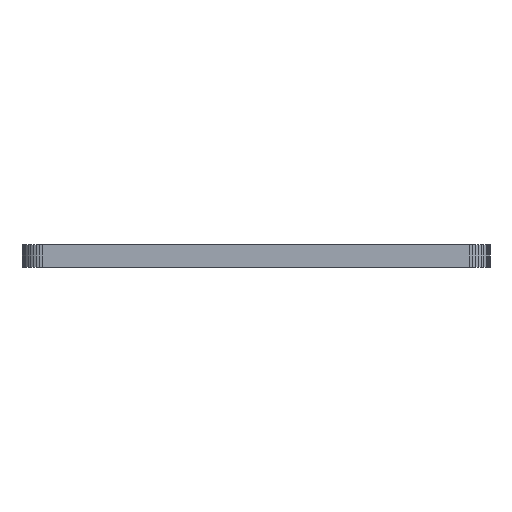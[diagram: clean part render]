
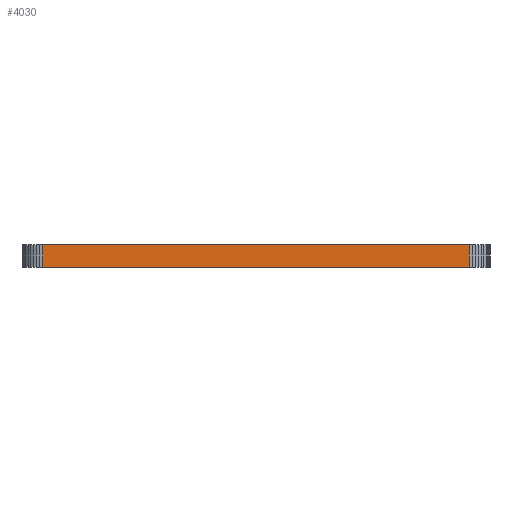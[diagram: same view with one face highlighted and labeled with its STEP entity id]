
A CAD part, left-side view. The second image highlights one B-rep face of the part: STEP entity #4030.
In plain terms, the highlighted planar face has unit normal (-1, 0, 0).
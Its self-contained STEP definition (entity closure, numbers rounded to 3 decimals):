
#90 = PLANE('',#91);
#91 = AXIS2_PLACEMENT_3D('',#92,#93,#94);
#92 = CARTESIAN_POINT('',(18.,8.5,1.6));
#93 = DIRECTION('',(-0.,-0.,-1.));
#94 = DIRECTION('',(-1.,0.,0.));
#144 = PLANE('',#145);
#145 = AXIS2_PLACEMENT_3D('',#146,#147,#148);
#146 = CARTESIAN_POINT('',(18.,8.5,0.));
#147 = DIRECTION('',(-0.,-0.,-1.));
#148 = DIRECTION('',(-1.,0.,0.));
#1093 = VERTEX_POINT('',#1094);
#1094 = CARTESIAN_POINT('',(-9.,-7.,0.));
#1108 = PLANE('',#1109);
#1109 = AXIS2_PLACEMENT_3D('',#1110,#1111,#1112);
#1110 = CARTESIAN_POINT('',(-8.982,-7.235,0.));
#1111 = DIRECTION('',(-0.997,-0.078,0.));
#1112 = DIRECTION('',(-0.078,0.997,0.));
#1120 = EDGE_CURVE('',#1093,#1121,#1123,.T.);
#1121 = VERTEX_POINT('',#1122);
#1122 = CARTESIAN_POINT('',(-9.,24.,0.));
#1123 = SURFACE_CURVE('',#1124,(#1128,#1135),.PCURVE_S1.);
#1124 = LINE('',#1125,#1126);
#1125 = CARTESIAN_POINT('',(-9.,-7.,0.));
#1126 = VECTOR('',#1127,1.);
#1127 = DIRECTION('',(0.,1.,0.));
#1128 = PCURVE('',#144,#1129);
#1129 = DEFINITIONAL_REPRESENTATION('',(#1130),#1134);
#1130 = LINE('',#1131,#1132);
#1131 = CARTESIAN_POINT('',(27.,-15.5));
#1132 = VECTOR('',#1133,1.);
#1133 = DIRECTION('',(0.,1.));
#1134 = ( GEOMETRIC_REPRESENTATION_CONTEXT(2) 
PARAMETRIC_REPRESENTATION_CONTEXT() REPRESENTATION_CONTEXT('2D SPACE',''
  ) );
#1135 = PCURVE('',#1136,#1141);
#1136 = PLANE('',#1137);
#1137 = AXIS2_PLACEMENT_3D('',#1138,#1139,#1140);
#1138 = CARTESIAN_POINT('',(-9.,-7.,0.));
#1139 = DIRECTION('',(-1.,0.,0.));
#1140 = DIRECTION('',(0.,1.,0.));
#1141 = DEFINITIONAL_REPRESENTATION('',(#1142),#1146);
#1142 = LINE('',#1143,#1144);
#1143 = CARTESIAN_POINT('',(0.,0.));
#1144 = VECTOR('',#1145,1.);
#1145 = DIRECTION('',(1.,0.));
#1146 = ( GEOMETRIC_REPRESENTATION_CONTEXT(2) 
PARAMETRIC_REPRESENTATION_CONTEXT() REPRESENTATION_CONTEXT('2D SPACE',''
  ) );
#1164 = PLANE('',#1165);
#1165 = AXIS2_PLACEMENT_3D('',#1166,#1167,#1168);
#1166 = CARTESIAN_POINT('',(-9.,24.,0.));
#1167 = DIRECTION('',(-0.997,0.078,0.));
#1168 = DIRECTION('',(0.078,0.997,0.));
#2660 = VERTEX_POINT('',#2661);
#2661 = CARTESIAN_POINT('',(-9.,-7.,1.6));
#2682 = EDGE_CURVE('',#2660,#2683,#2685,.T.);
#2683 = VERTEX_POINT('',#2684);
#2684 = CARTESIAN_POINT('',(-9.,24.,1.6));
#2685 = SURFACE_CURVE('',#2686,(#2690,#2697),.PCURVE_S1.);
#2686 = LINE('',#2687,#2688);
#2687 = CARTESIAN_POINT('',(-9.,-7.,1.6));
#2688 = VECTOR('',#2689,1.);
#2689 = DIRECTION('',(0.,1.,0.));
#2690 = PCURVE('',#90,#2691);
#2691 = DEFINITIONAL_REPRESENTATION('',(#2692),#2696);
#2692 = LINE('',#2693,#2694);
#2693 = CARTESIAN_POINT('',(27.,-15.5));
#2694 = VECTOR('',#2695,1.);
#2695 = DIRECTION('',(0.,1.));
#2696 = ( GEOMETRIC_REPRESENTATION_CONTEXT(2) 
PARAMETRIC_REPRESENTATION_CONTEXT() REPRESENTATION_CONTEXT('2D SPACE',''
  ) );
#2697 = PCURVE('',#1136,#2698);
#2698 = DEFINITIONAL_REPRESENTATION('',(#2699),#2703);
#2699 = LINE('',#2700,#2701);
#2700 = CARTESIAN_POINT('',(0.,-1.6));
#2701 = VECTOR('',#2702,1.);
#2702 = DIRECTION('',(1.,0.));
#2703 = ( GEOMETRIC_REPRESENTATION_CONTEXT(2) 
PARAMETRIC_REPRESENTATION_CONTEXT() REPRESENTATION_CONTEXT('2D SPACE',''
  ) );
#3980 = EDGE_CURVE('',#1121,#2683,#3981,.T.);
#3981 = SURFACE_CURVE('',#3982,(#3986,#3993),.PCURVE_S1.);
#3982 = LINE('',#3983,#3984);
#3983 = CARTESIAN_POINT('',(-9.,24.,0.));
#3984 = VECTOR('',#3985,1.);
#3985 = DIRECTION('',(0.,0.,1.));
#3986 = PCURVE('',#1164,#3987);
#3987 = DEFINITIONAL_REPRESENTATION('',(#3988),#3992);
#3988 = LINE('',#3989,#3990);
#3989 = CARTESIAN_POINT('',(0.,0.));
#3990 = VECTOR('',#3991,1.);
#3991 = DIRECTION('',(0.,-1.));
#3992 = ( GEOMETRIC_REPRESENTATION_CONTEXT(2) 
PARAMETRIC_REPRESENTATION_CONTEXT() REPRESENTATION_CONTEXT('2D SPACE',''
  ) );
#3993 = PCURVE('',#1136,#3994);
#3994 = DEFINITIONAL_REPRESENTATION('',(#3995),#3999);
#3995 = LINE('',#3996,#3997);
#3996 = CARTESIAN_POINT('',(31.,0.));
#3997 = VECTOR('',#3998,1.);
#3998 = DIRECTION('',(0.,-1.));
#3999 = ( GEOMETRIC_REPRESENTATION_CONTEXT(2) 
PARAMETRIC_REPRESENTATION_CONTEXT() REPRESENTATION_CONTEXT('2D SPACE',''
  ) );
#4030 = ADVANCED_FACE('',(#4031),#1136,.T.);
#4031 = FACE_BOUND('',#4032,.T.);
#4032 = EDGE_LOOP('',(#4033,#4054,#4055,#4056));
#4033 = ORIENTED_EDGE('',*,*,#4034,.T.);
#4034 = EDGE_CURVE('',#1093,#2660,#4035,.T.);
#4035 = SURFACE_CURVE('',#4036,(#4040,#4047),.PCURVE_S1.);
#4036 = LINE('',#4037,#4038);
#4037 = CARTESIAN_POINT('',(-9.,-7.,0.));
#4038 = VECTOR('',#4039,1.);
#4039 = DIRECTION('',(0.,0.,1.));
#4040 = PCURVE('',#1136,#4041);
#4041 = DEFINITIONAL_REPRESENTATION('',(#4042),#4046);
#4042 = LINE('',#4043,#4044);
#4043 = CARTESIAN_POINT('',(0.,0.));
#4044 = VECTOR('',#4045,1.);
#4045 = DIRECTION('',(0.,-1.));
#4046 = ( GEOMETRIC_REPRESENTATION_CONTEXT(2) 
PARAMETRIC_REPRESENTATION_CONTEXT() REPRESENTATION_CONTEXT('2D SPACE',''
  ) );
#4047 = PCURVE('',#1108,#4048);
#4048 = DEFINITIONAL_REPRESENTATION('',(#4049),#4053);
#4049 = LINE('',#4050,#4051);
#4050 = CARTESIAN_POINT('',(0.235,0.));
#4051 = VECTOR('',#4052,1.);
#4052 = DIRECTION('',(0.,-1.));
#4053 = ( GEOMETRIC_REPRESENTATION_CONTEXT(2) 
PARAMETRIC_REPRESENTATION_CONTEXT() REPRESENTATION_CONTEXT('2D SPACE',''
  ) );
#4054 = ORIENTED_EDGE('',*,*,#2682,.T.);
#4055 = ORIENTED_EDGE('',*,*,#3980,.F.);
#4056 = ORIENTED_EDGE('',*,*,#1120,.F.);
